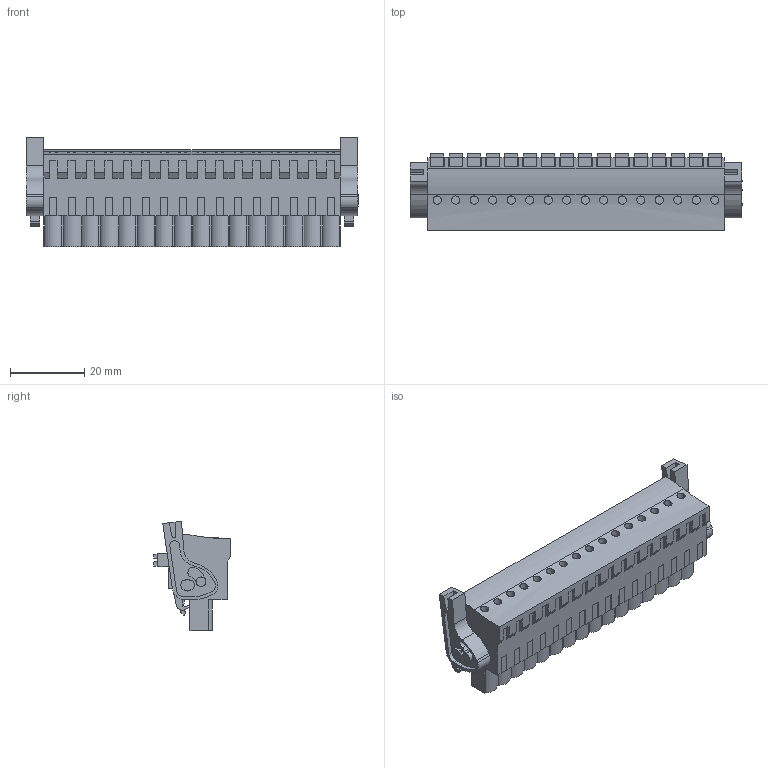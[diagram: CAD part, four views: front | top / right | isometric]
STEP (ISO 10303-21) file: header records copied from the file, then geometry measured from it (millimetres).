
FILE_DESCRIPTION(('CATIA V5 STEP Exchange','CAx-IF Rec.Pracs.--- Model Styling and Organization---1.2---2011-12-15'),'2;1');
FILE_NAME ('D1461133_0_1981010000_1981010000.stp','2017-09-23T15:51:00+00:00',('none'),('Weidmueller'),'CATIA Version 5-6 Release 2014','CATIA V5 STEP AP214','none');
FILE_SCHEMA(('AUTOMOTIVE_DESIGN { 1 0 10303 214 1 1 1 1 }'));
Length unit declared in the file: millimetre
Products named in the file (1): 1981010000
Bounding box: 89.7 x 20.79 x 29.52 mm (x, y, z)
Volume: 25284 mm3; surface area: 12454.1 mm2
Topology: 19 solids, 19 shells, 1155 faces, 3280 edges, 2237 vertices
Faces by surface type: plane 875, cylinder 272, extrusion 8
Entity records: 34554 total; most frequent: CARTESIAN_POINT 6681, ORIENTED_EDGE 6560, DIRECTION 4391, EDGE_CURVE 3280, VECTOR 2671, LINE 2663, VERTEX_POINT 2237, EDGE_LOOP 1237
